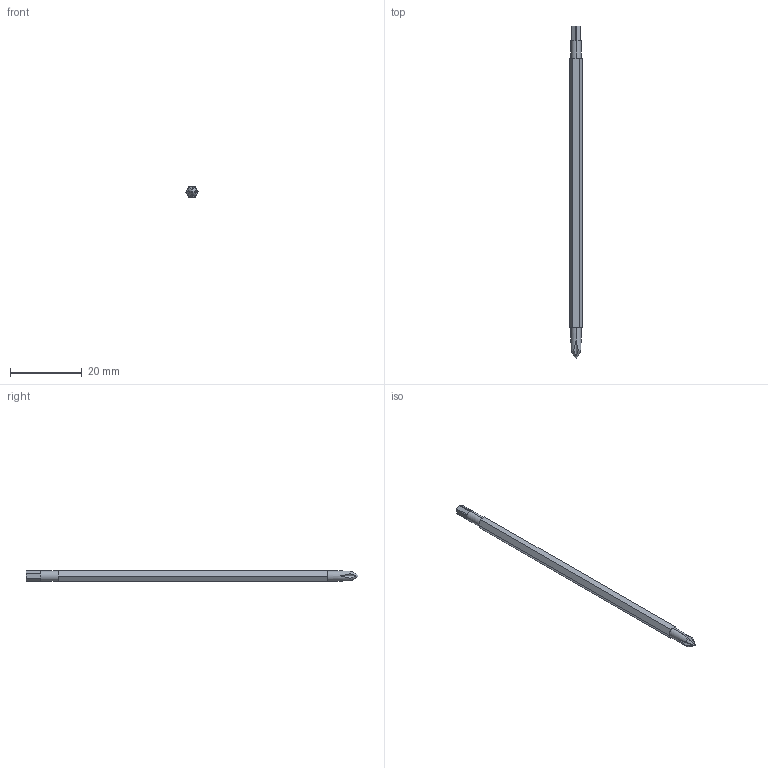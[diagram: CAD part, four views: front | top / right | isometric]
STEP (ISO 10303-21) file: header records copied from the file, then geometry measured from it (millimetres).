
FILE_DESCRIPTION (( 'STEP AP214' ), '1' );
FILE_NAME ('screw tool part1.step', '2016-10-28T04:23:24', ( 'dell' ), ( '' ), 'SwSTEP 2.0', 'SolidWorks 2013', '' );
FILE_SCHEMA (( 'AUTOMOTIVE_DESIGN' ));
Length unit declared in the file: millimetre
Products named in the file (1): screw tool part1
Bounding box: 3.46 x 92.5 x 3 mm (x, y, z)
Volume: 681.5 mm3; surface area: 941.5 mm2
Topology: 1 solids, 1 shells, 40 faces, 95 edges, 60 vertices
Faces by surface type: plane 25, cylinder 11, cone 4
Entity records: 1237 total; most frequent: CARTESIAN_POINT 292, ORIENTED_EDGE 190, DIRECTION 189, EDGE_CURVE 95, AXIS2_PLACEMENT_3D 69, VERTEX_POINT 60, LINE 51, VECTOR 51
